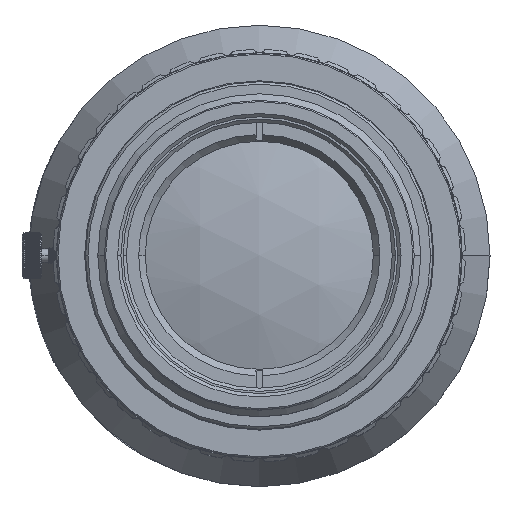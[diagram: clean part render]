
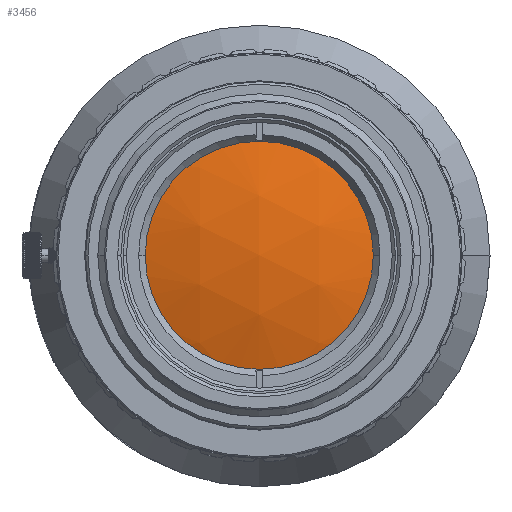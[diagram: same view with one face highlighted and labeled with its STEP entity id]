
A CAD part, top view. The second image highlights one B-rep face of the part: STEP entity #3456.
In plain terms, the highlighted spherical face has radius 56.47 mm.
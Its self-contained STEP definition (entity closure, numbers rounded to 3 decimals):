
#2498=CARTESIAN_POINT('',(0.,0.,67.458));
#2499=DIRECTION('',(0.,0.,-1.));
#2500=DIRECTION('',(1.,0.,0.));
#2501=AXIS2_PLACEMENT_3D('',#2498,#2499,#2500);
#2503=CARTESIAN_POINT('',(0.,0.,67.458));
#2504=DIRECTION('',(0.,0.,-1.));
#2505=DIRECTION('',(-1.,0.,0.));
#2506=AXIS2_PLACEMENT_3D('',#2503,#2504,#2505);
#2623=CARTESIAN_POINT('',(17.809,0.,67.458));
#2624=CARTESIAN_POINT('',(-17.809,0.,67.458));
#2625=VERTEX_POINT('',#2623);
#2626=VERTEX_POINT('',#2624);
#3447=CARTESIAN_POINT('',(0.,0.,13.87));
#3448=DIRECTION('',(-1.,0.,0.));
#3449=DIRECTION('',(0.,-0.315,0.949));
#3450=AXIS2_PLACEMENT_3D('',#3447,#3448,#3449);
#3451=SPHERICAL_SURFACE('',#3450,56.47);
#3452=ORIENTED_EDGE('',*,*,#3393,.T.);
#3453=ORIENTED_EDGE('',*,*,#3415,.T.);
#3454=EDGE_LOOP('',(#3452,#3453));
#3455=FACE_OUTER_BOUND('',#3454,.F.);
#2502=CIRCLE('',#2501,17.809);
#2507=CIRCLE('',#2506,17.809);
#3393=EDGE_CURVE('',#2625,#2626,#2502,.T.);
#3415=EDGE_CURVE('',#2626,#2625,#2507,.T.);
#3456=ADVANCED_FACE('',(#3455),#3451,.T.);
